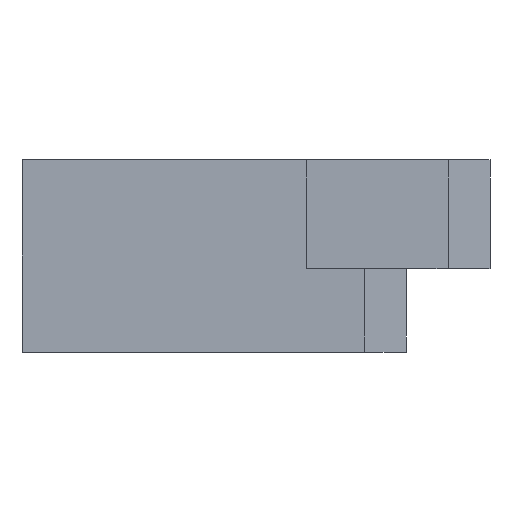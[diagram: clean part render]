
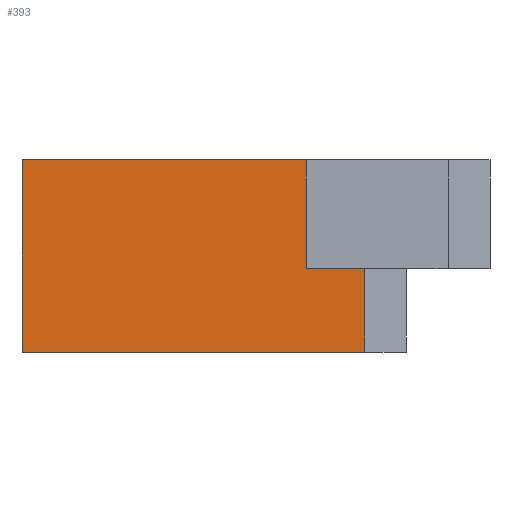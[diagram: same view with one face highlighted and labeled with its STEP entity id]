
A CAD part, left-side view. The second image highlights one B-rep face of the part: STEP entity #393.
In plain terms, the highlighted planar face has unit normal (-1, 0, 0).
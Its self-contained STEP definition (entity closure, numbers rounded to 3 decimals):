
#141 = VERTEX_POINT('',#142);
#142 = CARTESIAN_POINT('',(0.,0.,0.));
#166 = VERTEX_POINT('',#167);
#167 = CARTESIAN_POINT('',(0.,-3.4,0.));
#173 = EDGE_CURVE('',#141,#166,#174,.T.);
#174 = LINE('',#175,#176);
#175 = CARTESIAN_POINT('',(0.,0.,0.));
#176 = VECTOR('',#177,1.);
#177 = DIRECTION('',(0.,-1.,0.));
#286 = EDGE_CURVE('',#287,#289,#291,.T.);
#287 = VERTEX_POINT('',#288);
#288 = CARTESIAN_POINT('',(0.,-3.4,-1.3));
#289 = VERTEX_POINT('',#290);
#290 = CARTESIAN_POINT('',(0.,-4.1,-1.3));
#291 = LINE('',#292,#293);
#292 = CARTESIAN_POINT('',(0.,-3.4,-1.3));
#293 = VECTOR('',#294,1.);
#294 = DIRECTION('',(0.,-1.,0.));
#325 = EDGE_CURVE('',#166,#287,#326,.T.);
#326 = LINE('',#327,#328);
#327 = CARTESIAN_POINT('',(0.,-3.4,0.));
#328 = VECTOR('',#329,1.);
#329 = DIRECTION('',(0.,0.,-1.));
#343 = VERTEX_POINT('',#344);
#344 = CARTESIAN_POINT('',(0.,0.,-2.3));
#359 = EDGE_CURVE('',#343,#141,#360,.T.);
#360 = LINE('',#361,#362);
#361 = CARTESIAN_POINT('',(0.,0.,-2.3)
  );
#362 = VECTOR('',#363,1.);
#363 = DIRECTION('',(0.,0.,1.));
#393 = ADVANCED_FACE('',(#394),#414,.F.);
#394 = FACE_BOUND('',#395,.F.);
#395 = EDGE_LOOP('',(#396,#397,#405,#411,#412,#413));
#396 = ORIENTED_EDGE('',*,*,#286,.T.);
#397 = ORIENTED_EDGE('',*,*,#398,.T.);
#398 = EDGE_CURVE('',#289,#399,#401,.T.);
#399 = VERTEX_POINT('',#400);
#400 = CARTESIAN_POINT('',(0.,-4.1,-2.3));
#401 = LINE('',#402,#403);
#402 = CARTESIAN_POINT('',(0.,-4.1,-1.3));
#403 = VECTOR('',#404,1.);
#404 = DIRECTION('',(0.,0.,-1.));
#405 = ORIENTED_EDGE('',*,*,#406,.T.);
#406 = EDGE_CURVE('',#399,#343,#407,.T.);
#407 = LINE('',#408,#409);
#408 = CARTESIAN_POINT('',(0.,-4.6,-2.3));
#409 = VECTOR('',#410,1.);
#410 = DIRECTION('',(0.,1.,0.));
#411 = ORIENTED_EDGE('',*,*,#359,.T.);
#412 = ORIENTED_EDGE('',*,*,#173,.T.);
#413 = ORIENTED_EDGE('',*,*,#325,.T.);
#414 = PLANE('',#415);
#415 = AXIS2_PLACEMENT_3D('',#416,#417,#418);
#416 = CARTESIAN_POINT('',(0.,-2.187,
    -1.263));
#417 = DIRECTION('',(1.,0.,0.));
#418 = DIRECTION('',(0.,0.,1.));
